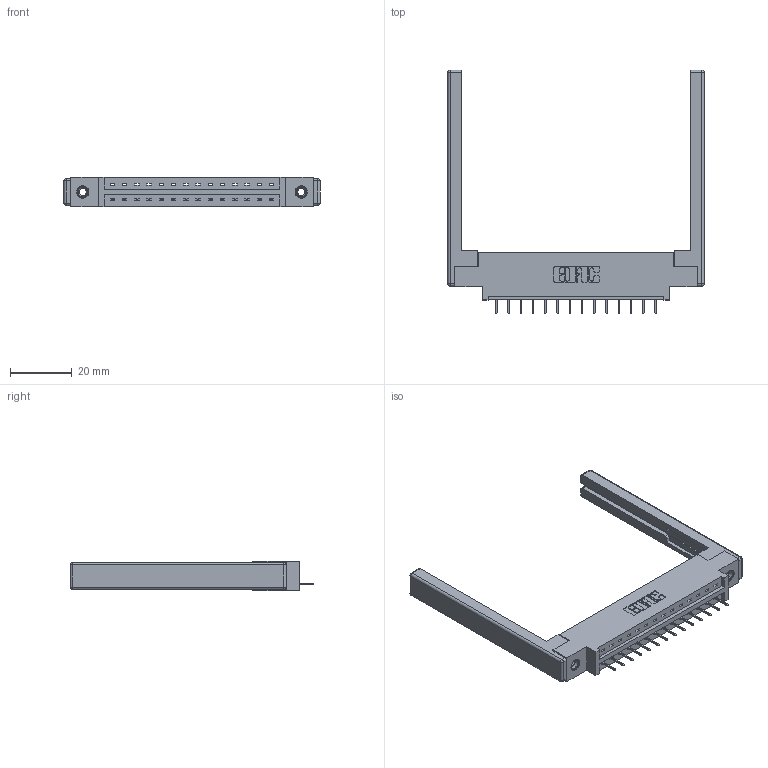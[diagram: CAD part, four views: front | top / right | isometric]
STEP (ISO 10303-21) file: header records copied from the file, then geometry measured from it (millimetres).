
FILE_DESCRIPTION (( 'STEP AP203' ), '1' );
FILE_NAME ('387-014-524-668.STEP', '2019-10-02T15:28:29', ( '' ), ( '' ), 'SwSTEP 2.0', 'SolidWorks 2016', '' );
FILE_SCHEMA (( 'CONFIG_CONTROL_DESIGN' ));
Length unit declared in the file: inch
Products named in the file (5): 387-014-524-668; 345-250-001_345-250-001-102; 307-220-068; 345-292-001_345-293-124; 337 Part_0.170 Offset - 0.156 Dia-TI
Assembly tree (19 placements, depth 2):
  387-014-524-668
    337 Part_0.170 Offset - 0.156 Dia-TI
    345-292-001_345-293-124  x14
    345-250-001_345-250-001-102  x2
    307-220-068  x2
Bounding box: 82.91 x 78.75 x 9.4 mm (x, y, z)
Volume: 12484.7 mm3; surface area: 12202.6 mm2
Topology: 19 solids, 19 shells, 1196 faces, 3401 edges, 2190 vertices
Faces by surface type: plane 890, cylinder 282, cone 12, sphere 8, torus 4
Entity records: 16994 total; most frequent: CARTESIAN_POINT 2913, ORIENTED_EDGE 2852, DIRECTION 2584, EDGE_CURVE 1426, LINE 1252, VECTOR 1252, VERTEX_POINT 938, AXIS2_PLACEMENT_3D 666
